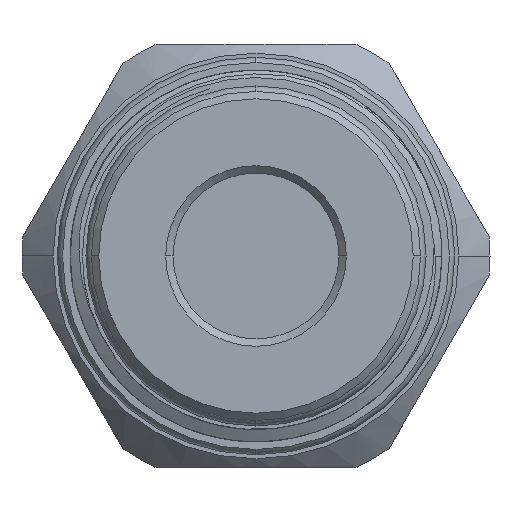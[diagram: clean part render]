
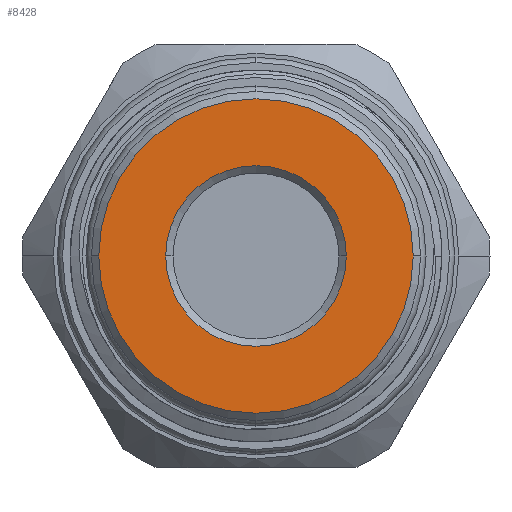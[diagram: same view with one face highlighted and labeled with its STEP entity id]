
A CAD part, left-side view. The second image highlights one B-rep face of the part: STEP entity #8428.
In plain terms, the highlighted planar face has unit normal (-1, 0, 0).
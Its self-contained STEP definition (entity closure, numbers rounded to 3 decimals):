
#98 = EDGE_LOOP ( 'NONE', ( #10549, #10388 ) ) ;
#541 = CARTESIAN_POINT ( 'NONE',  ( -78.1, 10.615, 0. ) ) ;
#1069 = AXIS2_PLACEMENT_3D ( 'NONE', #4929, #3786, #1645 ) ;
#1209 = AXIS2_PLACEMENT_3D ( 'NONE', #10142, #6939, #5791 ) ;
#1392 = CARTESIAN_POINT ( 'NONE',  ( -78.1, 0., 0. ) ) ;
#1523 = DIRECTION ( 'NONE',  ( 1., 0., 0. ) ) ;
#1568 = FACE_OUTER_BOUND ( 'NONE', #4302, .T. ) ;
#1645 = DIRECTION ( 'NONE',  ( 0., -1., 0. ) ) ;
#2432 = EDGE_CURVE ( 'NONE', #8288, #9232, #6897, .T. ) ;
#3786 = DIRECTION ( 'NONE',  ( 1., 0., 0. ) ) ;
#3867 = AXIS2_PLACEMENT_3D ( 'NONE', #1392, #1523, #12171 ) ;
#3972 = VERTEX_POINT ( 'NONE', #12207 ) ;
#4302 = EDGE_LOOP ( 'NONE', ( #11280, #7594 ) ) ;
#4929 = CARTESIAN_POINT ( 'NONE',  ( -78.1, 0., 0. ) ) ;
#5129 = DIRECTION ( 'NONE',  ( 1., 0., 0. ) ) ;
#5791 = DIRECTION ( 'NONE',  ( 0., -1., 0. ) ) ;
#6208 = CARTESIAN_POINT ( 'NONE',  ( -78.1, 6.1, 0. ) ) ;
#6826 = AXIS2_PLACEMENT_3D ( 'NONE', #13112, #13412, #11332 ) ;
#6897 = CIRCLE ( 'NONE', #1069, 6.1 ) ;
#6900 = VERTEX_POINT ( 'NONE', #541 ) ;
#6939 = DIRECTION ( 'NONE',  ( 1., 0., 0. ) ) ;
#7137 = CIRCLE ( 'NONE', #6826, 10.615 ) ;
#7594 = ORIENTED_EDGE ( 'NONE', *, *, #13563, .F. ) ;
#8288 = VERTEX_POINT ( 'NONE', #10236 ) ;
#8428 = ADVANCED_FACE ( 'NONE', ( #11226, #1568 ), #11299, .F. ) ;
#9232 = VERTEX_POINT ( 'NONE', #6208 ) ;
#9490 = DIRECTION ( 'NONE',  ( 0., -1., 0. ) ) ;
#9523 = CIRCLE ( 'NONE', #11398, 10.615 ) ;
#10114 = CIRCLE ( 'NONE', #3867, 6.1 ) ;
#10142 = CARTESIAN_POINT ( 'NONE',  ( -78.1, 0., 0. ) ) ;
#10236 = CARTESIAN_POINT ( 'NONE',  ( -78.1, -6.1, 0. ) ) ;
#10320 = EDGE_CURVE ( 'NONE', #9232, #8288, #10114, .T. ) ;
#10388 = ORIENTED_EDGE ( 'NONE', *, *, #2432, .T. ) ;
#10549 = ORIENTED_EDGE ( 'NONE', *, *, #10320, .T. ) ;
#11226 = FACE_BOUND ( 'NONE', #98, .T. ) ;
#11280 = ORIENTED_EDGE ( 'NONE', *, *, #12772, .F. ) ;
#11299 = PLANE ( 'NONE',  #1209 ) ;
#11332 = DIRECTION ( 'NONE',  ( 0., -1., 0. ) ) ;
#11398 = AXIS2_PLACEMENT_3D ( 'NONE', #11622, #5129, #9490 ) ;
#11622 = CARTESIAN_POINT ( 'NONE',  ( -78.1, 0., 0. ) ) ;
#12171 = DIRECTION ( 'NONE',  ( 0., -1., 0. ) ) ;
#12207 = CARTESIAN_POINT ( 'NONE',  ( -78.1, -10.615, 0. ) ) ;
#12772 = EDGE_CURVE ( 'NONE', #3972, #6900, #9523, .T. ) ;
#13112 = CARTESIAN_POINT ( 'NONE',  ( -78.1, 0., 0. ) ) ;
#13412 = DIRECTION ( 'NONE',  ( 1., 0., 0. ) ) ;
#13563 = EDGE_CURVE ( 'NONE', #6900, #3972, #7137, .T. ) ;
